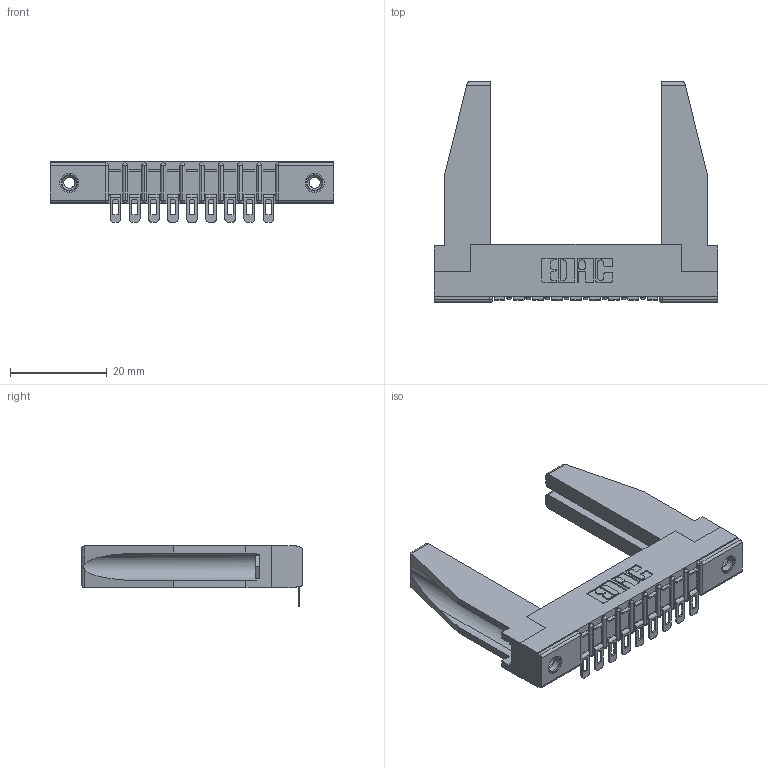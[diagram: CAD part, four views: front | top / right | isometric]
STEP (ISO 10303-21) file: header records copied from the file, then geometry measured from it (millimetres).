
FILE_DESCRIPTION (( 'STEP AP203' ), '1' );
FILE_NAME ('307-009-554-178.STEP', '2019-09-04T18:56:42', ( '' ), ( '' ), 'SwSTEP 2.0', 'SolidWorks 2016', '' );
FILE_SCHEMA (( 'CONFIG_CONTROL_DESIGN' ));
Length unit declared in the file: inch
Products named in the file (5): 345-250-001_345-250-001-102; 307 Part_.156 Dia Mounting Holes; 307-290-002_554; 307-220-078; 307-009-554-178
Assembly tree (14 placements, depth 2):
  307-009-554-178
    307 Part_.156 Dia Mounting Holes
    307-290-002_554  x9
    307-220-078  x2
    345-250-001_345-250-001-102  x2
Bounding box: 58.67 x 45.72 x 12.52 mm (x, y, z)
Volume: 7863.3 mm3; surface area: 10173.8 mm2
Topology: 14 solids, 14 shells, 987 faces, 2930 edges, 1916 vertices
Faces by surface type: plane 568, cylinder 383, sphere 20, cone 12, torus 4
Entity records: 15188 total; most frequent: CARTESIAN_POINT 2556, ORIENTED_EDGE 2502, DIRECTION 2461, EDGE_CURVE 1251, VECTOR 939, LINE 939, VERTEX_POINT 814, AXIS2_PLACEMENT_3D 761
